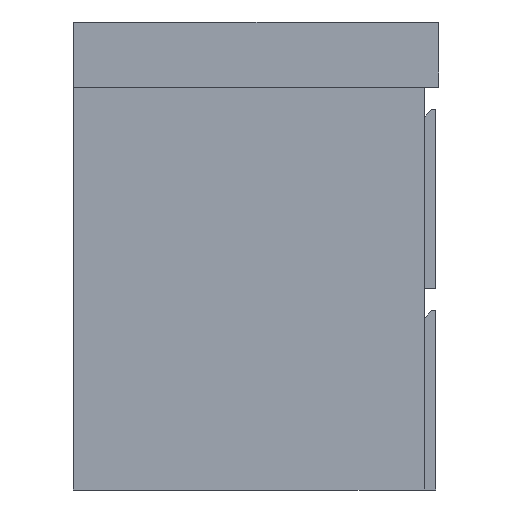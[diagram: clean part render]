
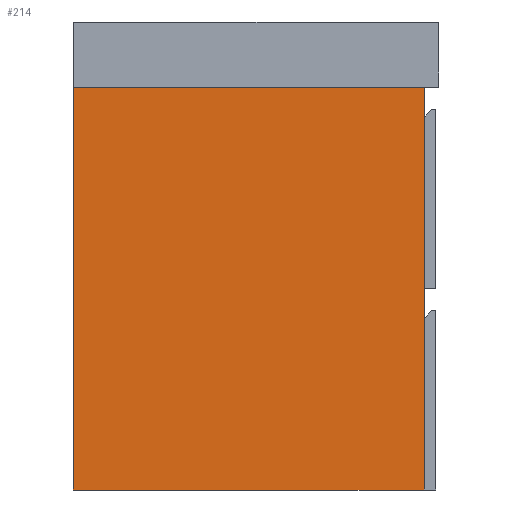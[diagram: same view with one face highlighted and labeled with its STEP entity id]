
A CAD part, left-side view. The second image highlights one B-rep face of the part: STEP entity #214.
In plain terms, the highlighted planar face has unit normal (-1, 0, 0).
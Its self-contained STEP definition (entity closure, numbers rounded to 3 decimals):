
#214=ADVANCED_FACE('',(#286),#1109,.T.);
#286=FACE_OUTER_BOUND('',#358,.T.);
#358=EDGE_LOOP('',(#517,#518,#519,#520));
#517=ORIENTED_EDGE('',*,*,#771,.F.);
#518=ORIENTED_EDGE('',*,*,#758,.T.);
#519=ORIENTED_EDGE('',*,*,#769,.T.);
#520=ORIENTED_EDGE('',*,*,#770,.F.);
#758=EDGE_CURVE('',#1026,#1025,#909,.T.);
#769=EDGE_CURVE('',#1025,#1033,#920,.T.);
#770=EDGE_CURVE('',#1034,#1033,#921,.T.);
#771=EDGE_CURVE('',#1026,#1034,#922,.T.);
#909=B_SPLINE_CURVE_WITH_KNOTS('',1,(#1609,#1610),.UNSPECIFIED.,.F.,.F.,
(2,2),(-550.,0.),.UNSPECIFIED.);
#920=B_SPLINE_CURVE_WITH_KNOTS('',1,(#1631,#1632),.UNSPECIFIED.,.F.,.F.,
(2,2),(-480.,0.),.UNSPECIFIED.);
#921=B_SPLINE_CURVE_WITH_KNOTS('',1,(#1633,#1634),.UNSPECIFIED.,.F.,.F.,
(2,2),(-550.,0.),.UNSPECIFIED.);
#922=B_SPLINE_CURVE_WITH_KNOTS('',1,(#1635,#1636),.UNSPECIFIED.,.F.,.F.,
(2,2),(-480.,0.),.UNSPECIFIED.);
#1025=VERTEX_POINT('',#1589);
#1026=VERTEX_POINT('',#1590);
#1033=VERTEX_POINT('',#1597);
#1034=VERTEX_POINT('',#1598);
#1109=PLANE('',#1287);
#1287=AXIS2_PLACEMENT_3D('',#1578,#1370,$);
#1370=DIRECTION('',(-1.,0.,0.));
#1578=CARTESIAN_POINT('',(-894.,-330.,528.));
#1589=CARTESIAN_POINT('',(-894.,275.,480.));
#1590=CARTESIAN_POINT('',(-894.,-275.,480.));
#1597=CARTESIAN_POINT('',(-894.,275.,0.));
#1598=CARTESIAN_POINT('',(-894.,-275.,0.));
#1609=CARTESIAN_POINT('',(-894.,-275.,480.));
#1610=CARTESIAN_POINT('',(-894.,275.,480.));
#1631=CARTESIAN_POINT('',(-894.,275.,480.));
#1632=CARTESIAN_POINT('',(-894.,275.,0.));
#1633=CARTESIAN_POINT('',(-894.,-275.,0.));
#1634=CARTESIAN_POINT('',(-894.,275.,0.));
#1635=CARTESIAN_POINT('',(-894.,-275.,480.));
#1636=CARTESIAN_POINT('',(-894.,-275.,0.));
